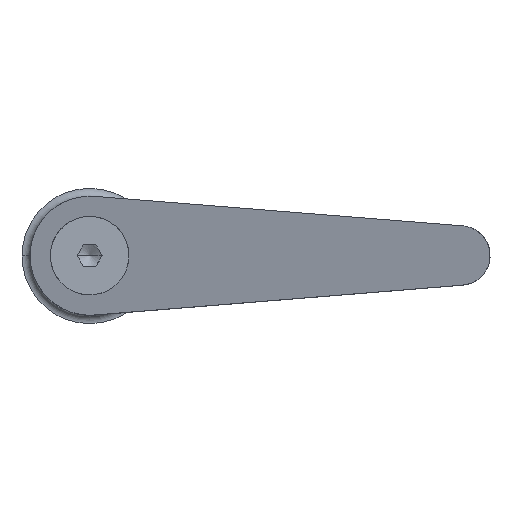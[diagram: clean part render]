
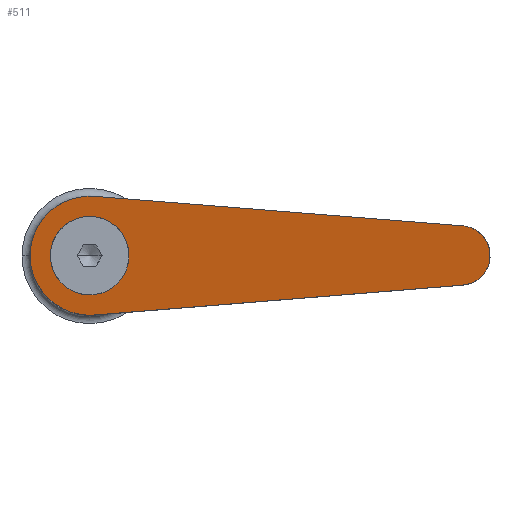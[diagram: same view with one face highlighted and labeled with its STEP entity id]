
A CAD part, top view. The second image highlights one B-rep face of the part: STEP entity #511.
In plain terms, the highlighted planar face has unit normal (-0.26, 0, 0.966).
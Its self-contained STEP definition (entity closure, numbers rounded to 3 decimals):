
#253=VERTEX_POINT('',#608);
#257=EDGE_CURVE('',#253,#421,#613,.T.);
#279=VERTEX_POINT('',#637);
#285=EDGE_CURVE('',#411,#279,#643,.T.);
#307=EDGE_CURVE('',#319,#411,#667,.T.);
#311=EDGE_CURVE('',#279,#319,#671,.T.);
#319=VERTEX_POINT('',#681);
#397=EDGE_CURVE('',#421,#503,#766,.T.);
#411=VERTEX_POINT('',#781);
#421=VERTEX_POINT('',#793);
#429=EDGE_CURVE('',#499,#451,#801,.T.);
#443=EDGE_CURVE('',#451,#253,#816,.T.);
#451=VERTEX_POINT('',#824);
#497=EDGE_CURVE('',#503,#499,#878,.T.);
#499=VERTEX_POINT('',#880);
#503=VERTEX_POINT('',#884);
#511=ADVANCED_FACE('',(#892,#893),#894,.F.);
#608=CARTESIAN_POINT('',(0.883,10.964,37.002));
#613=ELLIPSE('',#1024,11.392,11.0);
#637=CARTESIAN_POINT('',(-0.771,7.209,36.556));
#643=ELLIPSE('',#1071,7.509,7.25);
#667=ELLIPSE('',#1109,7.509,7.25);
#671=ELLIPSE('',#1124,7.509,7.25);
#681=CARTESIAN_POINT('',(0.,-7.25,36.764));
#766=ELLIPSE('',#1286,11.392,11.0);
#781=CARTESIAN_POINT('',(0.,7.25,36.764));
#793=CARTESIAN_POINT('',(-11.,0.,33.8));
#801=ELLIPSE('',#1333,5.696,5.5);
#816=LINE('',#1357,#1358);
#824=CARTESIAN_POINT('',(68.942,5.482,55.337));
#878=LINE('',#1437,#1438);
#880=CARTESIAN_POINT('',(68.942,-5.482,55.337));
#884=CARTESIAN_POINT('',(0.883,-10.964,37.002));
#892=FACE_OUTER_BOUND('',#1455,.T.);
#893=FACE_BOUND('',#1456,.T.);
#894=PLANE('',#1457);
#1024=AXIS2_PLACEMENT_3D('',#1575,#1576,#1577);
#1071=AXIS2_PLACEMENT_3D('',#1607,#1608,#1609);
#1109=AXIS2_PLACEMENT_3D('',#1632,#1633,#1634);
#1124=AXIS2_PLACEMENT_3D('',#1635,#1636,#1637);
#1286=AXIS2_PLACEMENT_3D('',#1732,#1733,#1734);
#1333=AXIS2_PLACEMENT_3D('',#1773,#1774,#1775);
#1357=CARTESIAN_POINT('',(39.041,7.891,47.282));
#1358=VECTOR('',#1788,1.0);
#1437=CARTESIAN_POINT('',(70.781,-5.334,55.833));
#1438=VECTOR('',#1864,1.0);
#1455=EDGE_LOOP('',(#1870,#1871,#1872,#1873,#1874));
#1456=EDGE_LOOP('',(#1875,#1876,#1877));
#1457=AXIS2_PLACEMENT_3D('',#1878,#1879,#1880);
#1575=CARTESIAN_POINT('',(0.,0.,36.764));
#1576=DIRECTION('',(-0.26,0.,0.966));
#1577=DIRECTION('',(-0.966,0.,-0.26));
#1607=CARTESIAN_POINT('',(0.,0.,36.764));
#1608=DIRECTION('',(-0.26,0.,0.966));
#1609=DIRECTION('',(-0.966,0.0,-0.26));
#1632=CARTESIAN_POINT('',(0.,0.,36.764));
#1633=DIRECTION('',(-0.26,0.,0.966));
#1634=DIRECTION('',(-0.966,0.0,-0.26));
#1635=CARTESIAN_POINT('',(0.,0.,36.764));
#1636=DIRECTION('',(-0.26,0.,0.966));
#1637=DIRECTION('',(-0.966,0.0,-0.26));
#1732=CARTESIAN_POINT('',(0.,0.,36.764));
#1733=DIRECTION('',(-0.26,0.,0.966));
#1734=DIRECTION('',(-0.966,0.,-0.26));
#1773=CARTESIAN_POINT('',(68.5,0.,55.219));
#1774=DIRECTION('',(-0.26,0.,0.966));
#1775=DIRECTION('',(0.966,0.,0.26));
#1788=DIRECTION('',(-0.963,0.078,-0.259));
#1864=DIRECTION('',(0.963,0.078,0.259));
#1870=ORIENTED_EDGE('',*,*,#257,.T.);
#1871=ORIENTED_EDGE('',*,*,#397,.T.);
#1872=ORIENTED_EDGE('',*,*,#497,.T.);
#1873=ORIENTED_EDGE('',*,*,#429,.T.);
#1874=ORIENTED_EDGE('',*,*,#443,.T.);
#1875=ORIENTED_EDGE('',*,*,#311,.F.);
#1876=ORIENTED_EDGE('',*,*,#285,.F.);
#1877=ORIENTED_EDGE('',*,*,#307,.F.);
#1878=CARTESIAN_POINT('',(32.987,0.,45.651));
#1879=DIRECTION('',(0.26,0.,-0.966));
#1880=DIRECTION('',(0.251,0.966,0.068));
